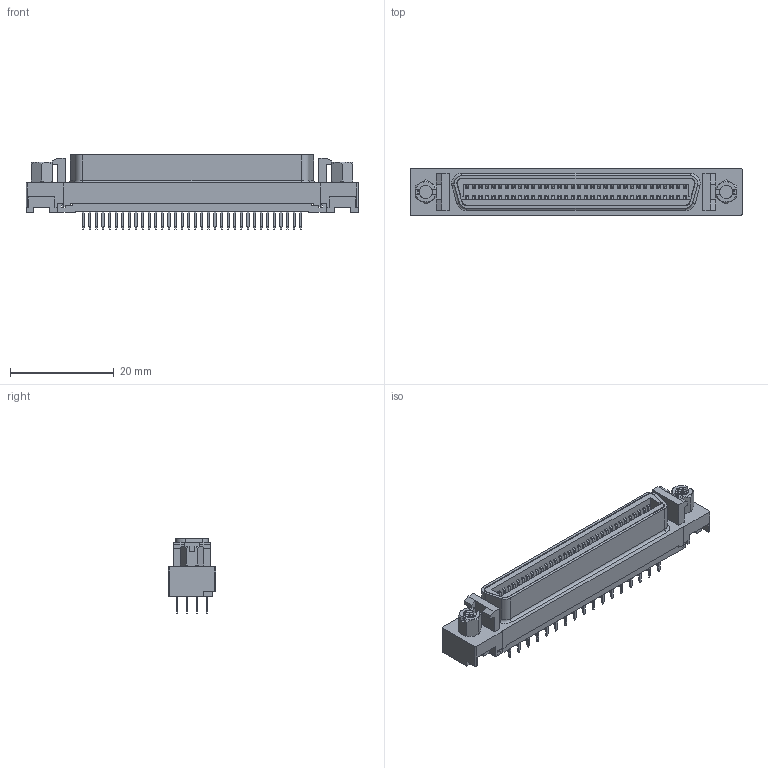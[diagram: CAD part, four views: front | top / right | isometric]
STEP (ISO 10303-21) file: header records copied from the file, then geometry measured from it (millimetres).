
FILE_DESCRIPTION (( 'STEP AP214' ), '1' );
FILE_NAME ('FCS6802-F0DS300K6KB-REF .STEP', '2025-08-13T10:28:19', ( '' ), ( '' ), 'SwSTEP 2.0', 'SolidWorks 2021', '' );
FILE_SCHEMA (( 'AUTOMOTIVE_DESIGN' ));
Length unit declared in the file: millimetre
Products named in the file (1): FCS6802-F0DS300K6KB-REF 
Bounding box: 64 x 9.2 x 14.3 mm (x, y, z)
Volume: 3812.1 mm3; surface area: 7064.4 mm2
Topology: 1 solids, 1 shells, 1775 faces, 4788 edges, 3090 vertices
Faces by surface type: plane 1347, cylinder 381, bspline 30, cone 12, torus 5
Entity records: 64835 total; most frequent: CARTESIAN_POINT 20312, ORIENTED_EDGE 9576, DIRECTION 8653, EDGE_CURVE 4788, VECTOR 3879, LINE 3879, VERTEX_POINT 3090, AXIS2_PLACEMENT_3D 2387
